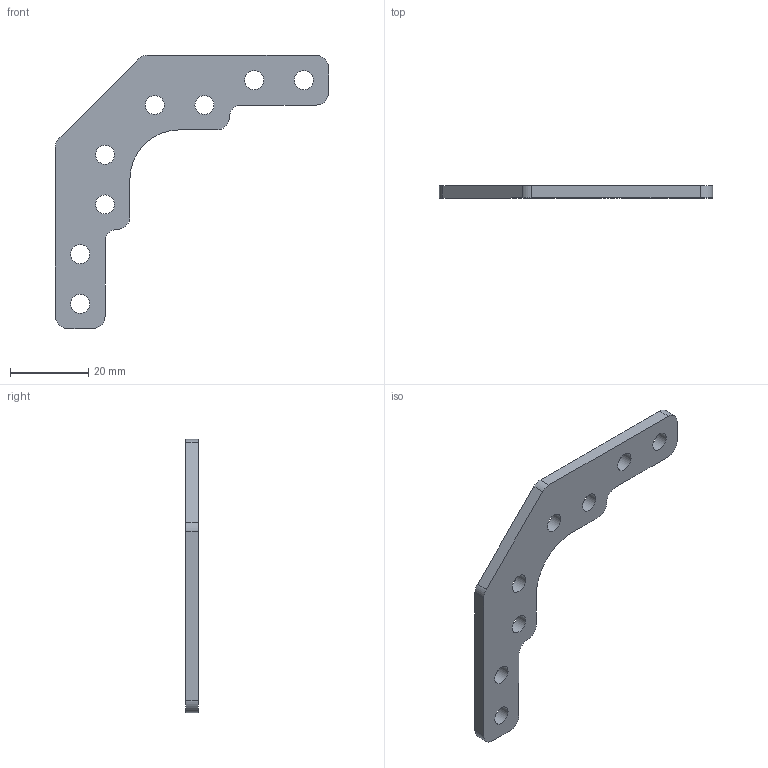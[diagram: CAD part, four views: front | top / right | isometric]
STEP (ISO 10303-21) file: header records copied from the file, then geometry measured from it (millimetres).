
FILE_DESCRIPTION (( 'STEP AP214' ), '1' );
FILE_NAME ('am-4866 Elevator Corner Bracket.STEP', '2022-11-11T15:50:58', ( '' ), ( '' ), 'SwSTEP 2.0', 'SolidWorks 2022', '' );
FILE_SCHEMA (( 'AUTOMOTIVE_DESIGN' ));
Length unit declared in the file: inch
Products named in the file (1): am-4866 Elevator Corner Bracket
Bounding box: 69.85 x 3.17 x 69.85 mm (x, y, z)
Volume: 5100.5 mm3; surface area: 4393 mm2
Topology: 1 solids, 1 shells, 30 faces, 84 edges, 56 vertices
Faces by surface type: cylinder 19, plane 11
Full cylindrical faces by diameter (mm): 4.851 x8
Entity records: 1018 total; most frequent: DIRECTION 176, CARTESIAN_POINT 163, ORIENTED_EDGE 152, EDGE_CURVE 76, AXIS2_PLACEMENT_3D 69, VERTEX_POINT 56, EDGE_LOOP 54, LINE 38
